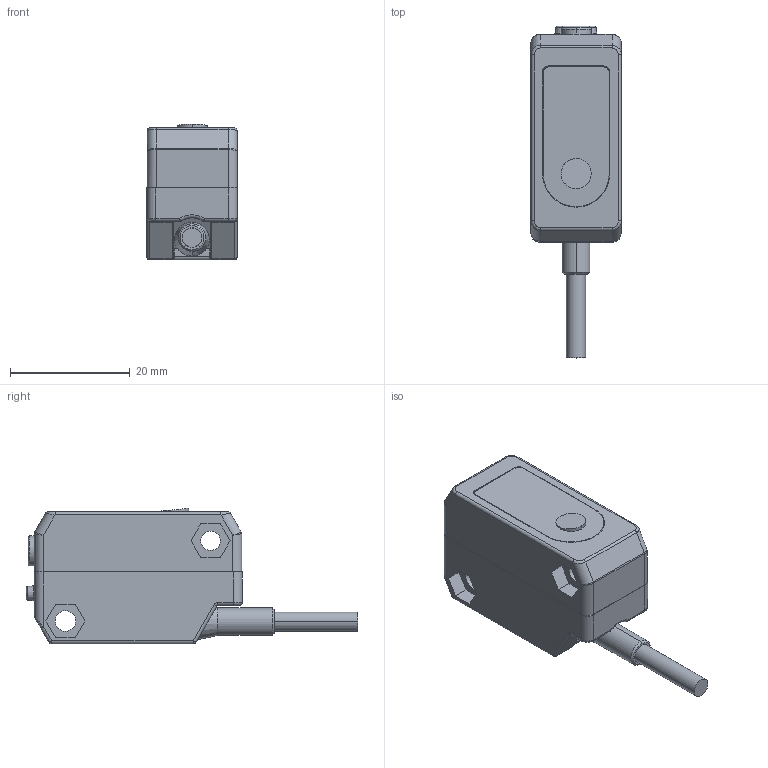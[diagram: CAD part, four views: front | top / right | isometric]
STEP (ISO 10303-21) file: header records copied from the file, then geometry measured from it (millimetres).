
FILE_DESCRIPTION((''),'2;1');
FILE_NAME('139429_SM01_ASM','2022-03-31T08:48:27',('PDMAdmin'),('BANNER ENGINEERING'),'CREO PARAMETRIC BY PTC INC, 2019292','CREO PARAMETRIC BY PTC INC, 2019292','');
FILE_SCHEMA(('CONFIG_CONTROL_DESIGN'));
Products named in the file (3): 139429_EP01; ASSEMBLY_55816; 139429_SM01_ASM
Assembly tree (2 placements, depth 2):
  139429_SM01_ASM
    139429_EP01
    ASSEMBLY_55816
Bounding box: 15.05 x 55.36 x 22.62 mm (x, y, z)
Volume: 10497.8 mm3; surface area: 4230.7 mm2
Topology: 2 solids, 2 shells, 511 faces, 1291 edges, 820 vertices
Faces by surface type: plane 194, cylinder 129, extrusion 123, bspline 25, torus 23, cone 9, sphere 8
Entity records: 18411 total; most frequent: CARTESIAN_POINT 6567, ORIENTED_EDGE 2578, DIRECTION 2097, EDGE_CURVE 1289, VECTOR 829, VERTEX_POINT 820, LINE 706, AXIS2_PLACEMENT_3D 634
